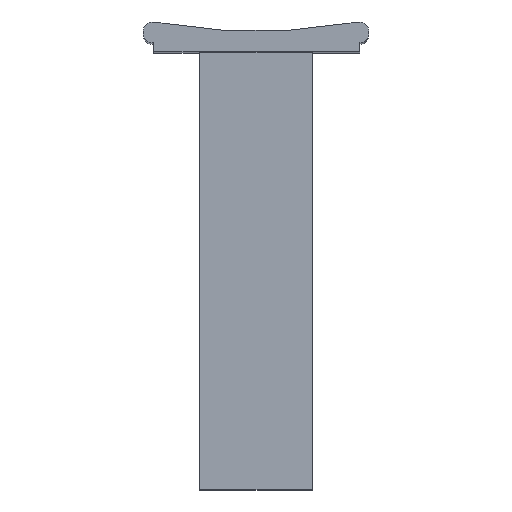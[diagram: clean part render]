
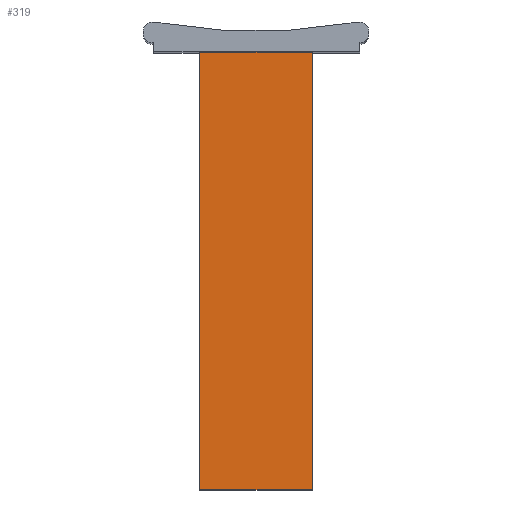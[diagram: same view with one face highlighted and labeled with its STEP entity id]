
A CAD part, top view. The second image highlights one B-rep face of the part: STEP entity #319.
In plain terms, the highlighted planar face has unit normal (0, 0, 1).
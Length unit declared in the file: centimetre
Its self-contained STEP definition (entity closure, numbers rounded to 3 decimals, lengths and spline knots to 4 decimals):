
#34=FACE_OUTER_BOUND('',#52,.T.);
#52=EDGE_LOOP('',(#216,#217,#218,#219));
#71=LINE('',#485,#106);
#72=LINE('',#487,#107);
#73=LINE('',#489,#108);
#74=LINE('',#490,#109);
#106=VECTOR('',#392,1.);
#107=VECTOR('',#393,1.);
#108=VECTOR('',#394,1.);
#109=VECTOR('',#395,1.);
#141=VERTEX_POINT('',#483);
#142=VERTEX_POINT('',#484);
#143=VERTEX_POINT('',#486);
#144=VERTEX_POINT('',#488);
#171=EDGE_CURVE('',#141,#142,#71,.T.);
#172=EDGE_CURVE('',#141,#143,#72,.T.);
#173=EDGE_CURVE('',#144,#143,#73,.T.);
#174=EDGE_CURVE('',#142,#144,#74,.T.);
#216=ORIENTED_EDGE('',*,*,#171,.F.);
#217=ORIENTED_EDGE('',*,*,#172,.T.);
#218=ORIENTED_EDGE('',*,*,#173,.F.);
#219=ORIENTED_EDGE('',*,*,#174,.F.);
#306=PLANE('',#360);
#319=ADVANCED_FACE('',(#34),#306,.T.);
#360=AXIS2_PLACEMENT_3D('',#482,#390,#391);
#390=DIRECTION('center_axis',(0.,0.,1.));
#391=DIRECTION('ref_axis',(-1.,0.,0.));
#392=DIRECTION('',(1.,0.,0.));
#393=DIRECTION('',(0.,-1.,0.));
#394=DIRECTION('',(-1.,0.,0.));
#395=DIRECTION('',(0.,-1.,0.));
#482=CARTESIAN_POINT('Origin',(12.5,-3.5,147.5));
#483=CARTESIAN_POINT('',(-12.5,-3.5,147.5));
#484=CARTESIAN_POINT('',(12.5,-3.5,147.5));
#485=CARTESIAN_POINT('',(6.3369,-3.5,147.5));
#486=CARTESIAN_POINT('',(-12.5,-100.5,147.5));
#487=CARTESIAN_POINT('',(-12.5,-3.5,147.5));
#488=CARTESIAN_POINT('',(12.5,-100.5,147.5));
#489=CARTESIAN_POINT('',(12.5,-100.5,147.5));
#490=CARTESIAN_POINT('',(12.5,-3.5,147.5));
